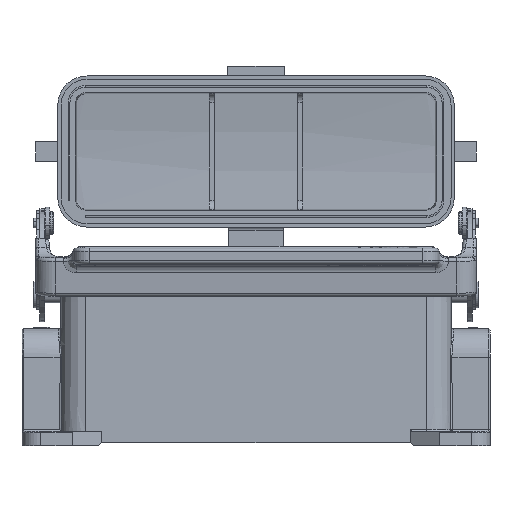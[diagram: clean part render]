
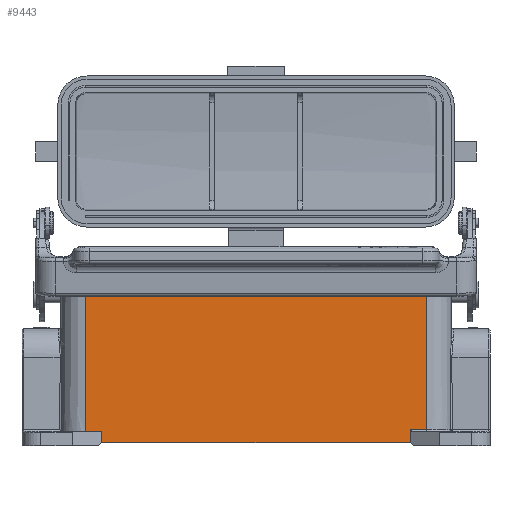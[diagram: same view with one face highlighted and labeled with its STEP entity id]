
A CAD part, left-side view. The second image highlights one B-rep face of the part: STEP entity #9443.
In plain terms, the highlighted planar face has unit normal (-1, 0, 0.009).
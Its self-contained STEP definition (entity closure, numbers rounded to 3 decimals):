
#2697=LINE('',#59599,#5125);
#2752=LINE('',#60060,#5180);
#2757=LINE('',#60074,#5185);
#2765=LINE('',#60103,#5193);
#2768=LINE('',#60110,#5196);
#2909=LINE('',#60822,#5337);
#2924=LINE('',#60978,#5352);
#2927=LINE('',#61003,#5355);
#2928=LINE('',#61005,#5356);
#2929=LINE('',#61007,#5357);
#2930=LINE('',#61008,#5358);
#2931=LINE('',#61010,#5359);
#5125=VECTOR('',#40136,1.);
#5180=VECTOR('',#40351,1.);
#5185=VECTOR('',#40364,1.);
#5193=VECTOR('',#40390,1.);
#5196=VECTOR('',#40395,1.);
#5337=VECTOR('',#40778,1.);
#5352=VECTOR('',#40833,1.);
#5355=VECTOR('',#40862,1.);
#5356=VECTOR('',#40865,1.);
#5357=VECTOR('',#40866,1.);
#5358=VECTOR('',#40867,1.);
#5359=VECTOR('',#40868,1.);
#9443=ADVANCED_FACE('',(#12056),#10882,.T.);
#10882=PLANE('',#35840);
#12056=FACE_OUTER_BOUND('',#13942,.T.);
#13942=EDGE_LOOP('',(#18975,#18976,#18977,#18978,#18979,#18980,#18981,#18982,
#18983,#18984,#18985,#18986));
#18975=ORIENTED_EDGE('',*,*,#30500,.T.);
#18976=ORIENTED_EDGE('',*,*,#30512,.T.);
#18977=ORIENTED_EDGE('',*,*,#30513,.T.);
#18978=ORIENTED_EDGE('',*,*,#30098,.T.);
#18979=ORIENTED_EDGE('',*,*,#30514,.F.);
#18980=ORIENTED_EDGE('',*,*,#30515,.T.);
#18981=ORIENTED_EDGE('',*,*,#30216,.T.);
#18982=ORIENTED_EDGE('',*,*,#30223,.F.);
#18983=ORIENTED_EDGE('',*,*,#30235,.F.);
#18984=ORIENTED_EDGE('',*,*,#30238,.T.);
#18985=ORIENTED_EDGE('',*,*,#30469,.T.);
#18986=ORIENTED_EDGE('',*,*,#30511,.T.);
#26233=VERTEX_POINT('',#59598);
#26234=VERTEX_POINT('',#59600);
#26311=VERTEX_POINT('',#60059);
#26312=VERTEX_POINT('',#60061);
#26316=VERTEX_POINT('',#60073);
#26323=VERTEX_POINT('',#60104);
#26325=VERTEX_POINT('',#60109);
#26478=VERTEX_POINT('',#60821);
#26494=VERTEX_POINT('',#60977);
#26495=VERTEX_POINT('',#60979);
#26500=VERTEX_POINT('',#61006);
#26501=VERTEX_POINT('',#61009);
#30098=EDGE_CURVE('',#26234,#26233,#2697,.T.);
#30216=EDGE_CURVE('',#26312,#26311,#2752,.T.);
#30223=EDGE_CURVE('',#26316,#26311,#2757,.T.);
#30235=EDGE_CURVE('',#26323,#26316,#2765,.T.);
#30238=EDGE_CURVE('',#26323,#26325,#2768,.T.);
#30469=EDGE_CURVE('',#26325,#26478,#2909,.T.);
#30500=EDGE_CURVE('',#26495,#26494,#2924,.T.);
#30511=EDGE_CURVE('',#26478,#26495,#2927,.T.);
#30512=EDGE_CURVE('',#26494,#26500,#2928,.T.);
#30513=EDGE_CURVE('',#26500,#26234,#2929,.T.);
#30514=EDGE_CURVE('',#26501,#26233,#2930,.T.);
#30515=EDGE_CURVE('',#26501,#26312,#2931,.T.);
#35840=AXIS2_PLACEMENT_3D('',#61011,#40869,#40870);
#40136=DIRECTION('',(0.,1.,0.));
#40351=DIRECTION('',(-0.009,0.,-1.));
#40364=DIRECTION('',(0.,1.,0.));
#40390=DIRECTION('',(0.009,0.,1.));
#40395=DIRECTION('',(0.,-1.,0.));
#40778=DIRECTION('',(0.009,0.,1.));
#40833=DIRECTION('',(0.009,0.,1.));
#40862=DIRECTION('',(0.,-1.,0.));
#40865=DIRECTION('',(0.,1.,0.));
#40866=DIRECTION('',(-0.009,0.,-1.));
#40867=DIRECTION('',(-0.009,0.,-1.));
#40868=DIRECTION('',(0.,1.,0.));
#40869=DIRECTION('',(-1.,0.,0.009));
#40870=DIRECTION('',(0.,1.,0.));
#59598=CARTESIAN_POINT('',(-21.526,1.6,48.));
#59599=CARTESIAN_POINT('',(-21.526,-1.6,48.));
#59600=CARTESIAN_POINT('',(-21.526,-1.6,48.));
#60059=CARTESIAN_POINT('',(-21.906,52.5,4.5));
#60060=CARTESIAN_POINT('',(-21.5,52.5,51.));
#60061=CARTESIAN_POINT('',(-21.5,52.5,51.));
#60073=CARTESIAN_POINT('',(-21.906,47.5,4.5));
#60074=CARTESIAN_POINT('',(-21.906,47.5,4.5));
#60103=CARTESIAN_POINT('',(-21.936,47.5,1.));
#60104=CARTESIAN_POINT('',(-21.936,47.5,1.));
#60109=CARTESIAN_POINT('',(-21.936,-47.5,1.));
#60110=CARTESIAN_POINT('',(-21.936,47.5,1.));
#60821=CARTESIAN_POINT('',(-21.901,-47.5,4.996));
#60822=CARTESIAN_POINT('',(-21.936,-47.5,1.));
#60977=CARTESIAN_POINT('',(-21.5,-52.5,51.));
#60978=CARTESIAN_POINT('',(-21.901,-52.5,4.996));
#60979=CARTESIAN_POINT('',(-21.901,-52.5,4.996));
#61003=CARTESIAN_POINT('',(-21.901,-47.5,4.996));
#61005=CARTESIAN_POINT('',(-21.5,-52.5,51.));
#61006=CARTESIAN_POINT('',(-21.5,-1.6,51.));
#61007=CARTESIAN_POINT('',(-21.5,-1.6,51.));
#61008=CARTESIAN_POINT('',(-21.5,1.6,51.));
#61009=CARTESIAN_POINT('',(-21.5,1.6,51.));
#61010=CARTESIAN_POINT('',(-21.5,1.6,51.));
#61011=CARTESIAN_POINT('',(-21.5,55.148,51.));
